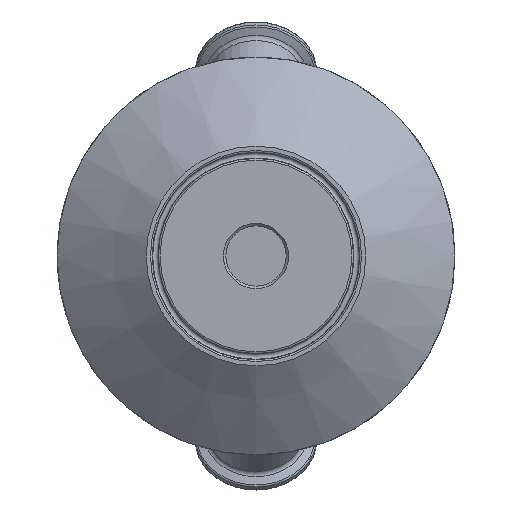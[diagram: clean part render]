
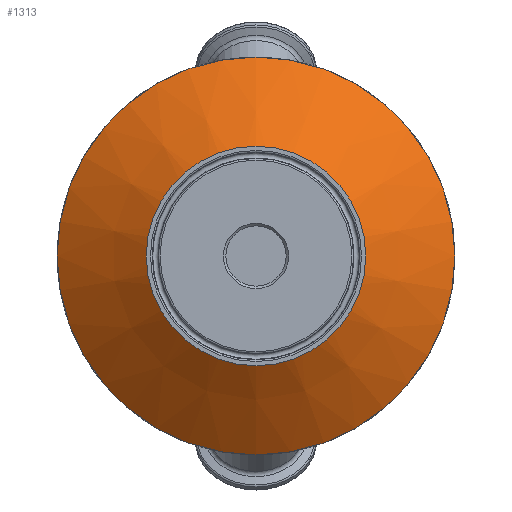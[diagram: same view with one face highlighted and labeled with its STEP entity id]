
A CAD part, front view. The second image highlights one B-rep face of the part: STEP entity #1313.
In plain terms, the highlighted conical face has half-angle 53.826 degrees and reference radius 59.25 mm.
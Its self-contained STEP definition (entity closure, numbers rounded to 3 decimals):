
#63=CONICAL_SURFACE('',#1453,59.25,0.939);
#162=LINE('',#2307,#215);
#215=VECTOR('',#1737,59.25);
#302=FACE_OUTER_BOUND('',#385,.T.);
#385=EDGE_LOOP('',(#973,#974,#975,#976,#977,#978));
#494=CIRCLE('',#1451,36.82);
#495=CIRCLE('',#1452,36.82);
#496=CIRCLE('',#1454,82.5);
#497=CIRCLE('',#1455,82.5);
#616=VERTEX_POINT('',#2300);
#617=VERTEX_POINT('',#2302);
#618=VERTEX_POINT('',#2306);
#619=VERTEX_POINT('',#2308);
#752=EDGE_CURVE('',#616,#617,#494,.T.);
#753=EDGE_CURVE('',#617,#616,#495,.T.);
#754=EDGE_CURVE('',#617,#618,#162,.T.);
#755=EDGE_CURVE('',#619,#618,#496,.T.);
#756=EDGE_CURVE('',#618,#619,#497,.T.);
#973=ORIENTED_EDGE('',*,*,#752,.F.);
#974=ORIENTED_EDGE('',*,*,#753,.F.);
#975=ORIENTED_EDGE('',*,*,#754,.T.);
#976=ORIENTED_EDGE('',*,*,#755,.F.);
#977=ORIENTED_EDGE('',*,*,#756,.F.);
#978=ORIENTED_EDGE('',*,*,#754,.F.);
#1313=ADVANCED_FACE('',(#302),#63,.T.);
#1451=AXIS2_PLACEMENT_3D('',#2303,#1731,#1732);
#1452=AXIS2_PLACEMENT_3D('',#2304,#1733,#1734);
#1453=AXIS2_PLACEMENT_3D('',#2305,#1735,#1736);
#1454=AXIS2_PLACEMENT_3D('',#2309,#1738,#1739);
#1455=AXIS2_PLACEMENT_3D('',#2310,#1740,#1741);
#1731=DIRECTION('center_axis',(0.,-1.,0.));
#1732=DIRECTION('ref_axis',(0.,0.,1.));
#1733=DIRECTION('center_axis',(0.,-1.,0.));
#1734=DIRECTION('ref_axis',(0.,0.,1.));
#1735=DIRECTION('center_axis',(0.,1.,0.));
#1736=DIRECTION('ref_axis',(0.,0.,-1.));
#1737=DIRECTION('',(0.,0.59,0.807));
#1738=DIRECTION('center_axis',(0.,1.,0.));
#1739=DIRECTION('ref_axis',(-1.,0.,0.));
#1740=DIRECTION('center_axis',(0.,1.,0.));
#1741=DIRECTION('ref_axis',(-1.,0.,0.));
#2300=CARTESIAN_POINT('',(0.,26.599,-36.82));
#2302=CARTESIAN_POINT('',(0.,26.599,36.82));
#2303=CARTESIAN_POINT('Origin',(0.,26.599,0.));
#2304=CARTESIAN_POINT('Origin',(0.,26.599,0.));
#2305=CARTESIAN_POINT('Origin',(0.,43.,0.));
#2306=CARTESIAN_POINT('',(0.,60.,82.5));
#2307=CARTESIAN_POINT('',(0.,43.,59.25));
#2308=CARTESIAN_POINT('',(82.5,60.,0.));
#2309=CARTESIAN_POINT('Origin',(0.,60.,0.));
#2310=CARTESIAN_POINT('Origin',(0.,60.,0.));
